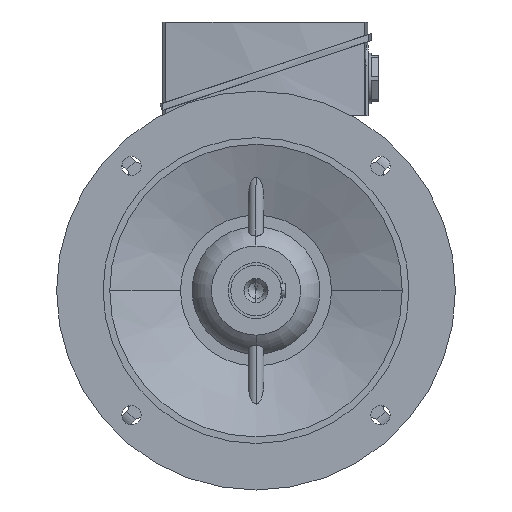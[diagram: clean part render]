
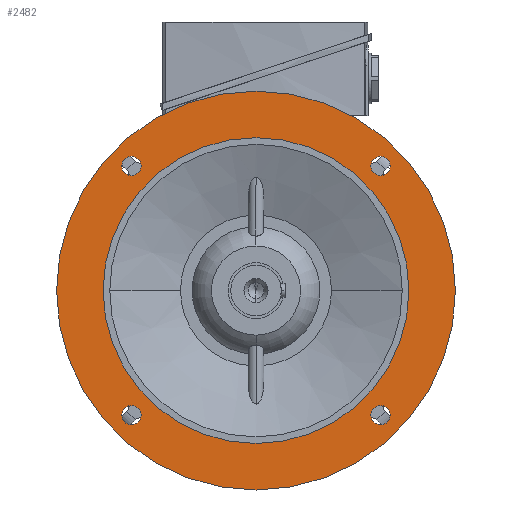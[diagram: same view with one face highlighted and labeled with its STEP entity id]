
A CAD part, left-side view. The second image highlights one B-rep face of the part: STEP entity #2482.
In plain terms, the highlighted planar face has unit normal (-1, 0, 0).
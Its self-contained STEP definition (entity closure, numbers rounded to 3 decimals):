
#2482=ADVANCED_FACE('',(#4993,#4994,#4995,#4996,#4997,#4998),#4999,.T.);
#4993=FACE_BOUND('',#7502,.T.);
#4994=FACE_BOUND('',#7503,.T.);
#4995=FACE_BOUND('',#7504,.T.);
#4996=FACE_BOUND('',#7505,.T.);
#4997=FACE_OUTER_BOUND('',#7506,.T.);
#4998=FACE_BOUND('',#7507,.T.);
#4999=PLANE('',#7508);
#7502=EDGE_LOOP('',(#15462,#15463));
#7503=EDGE_LOOP('',(#15464,#15465));
#7504=EDGE_LOOP('',(#15466,#15467));
#7505=EDGE_LOOP('',(#15468,#15469));
#7506=EDGE_LOOP('',(#15470,#15471));
#7507=EDGE_LOOP('',(#15472,#15473));
#7508=AXIS2_PLACEMENT_3D('',#15474,#15475,#15476);
#15462=ORIENTED_EDGE('',*,*,#18589,.T.);
#15463=ORIENTED_EDGE('',*,*,#15546,.T.);
#15464=ORIENTED_EDGE('',*,*,#18592,.T.);
#15465=ORIENTED_EDGE('',*,*,#15541,.T.);
#15466=ORIENTED_EDGE('',*,*,#18595,.T.);
#15467=ORIENTED_EDGE('',*,*,#15536,.T.);
#15468=ORIENTED_EDGE('',*,*,#18598,.T.);
#15469=ORIENTED_EDGE('',*,*,#15531,.T.);
#15470=ORIENTED_EDGE('',*,*,#15498,.F.);
#15471=ORIENTED_EDGE('',*,*,#18661,.F.);
#15472=ORIENTED_EDGE('',*,*,#15505,.T.);
#15473=ORIENTED_EDGE('',*,*,#18659,.T.);
#15474=CARTESIAN_POINT('',(-50.5,132.5,0.0));
#15475=DIRECTION('',(-1.0,0.0,0.0));
#15476=DIRECTION('',(0.0,-1.0,0.0));
#15498=EDGE_CURVE('',#18666,#18669,#18670,.T.);
#15505=EDGE_CURVE('',#18676,#18680,#18682,.T.);
#15531=EDGE_CURVE('',#18729,#18726,#18730,.T.);
#15536=EDGE_CURVE('',#18738,#18735,#18739,.T.);
#15541=EDGE_CURVE('',#18747,#18744,#18748,.T.);
#15546=EDGE_CURVE('',#18756,#18753,#18757,.T.);
#18589=EDGE_CURVE('',#18753,#18756,#23292,.T.);
#18592=EDGE_CURVE('',#18744,#18747,#23295,.T.);
#18595=EDGE_CURVE('',#18735,#18738,#23298,.T.);
#18598=EDGE_CURVE('',#18726,#18729,#23301,.T.);
#18659=EDGE_CURVE('',#18680,#18676,#23378,.T.);
#18661=EDGE_CURVE('',#18669,#18666,#23380,.T.);
#18666=VERTEX_POINT('',#23385);
#18669=VERTEX_POINT('',#23389);
#18670=CIRCLE('',#23390,150.0);
#18676=VERTEX_POINT('',#23397);
#18680=VERTEX_POINT('',#23402);
#18682=CIRCLE('',#23405,115.0);
#18726=VERTEX_POINT('',#23547);
#18729=VERTEX_POINT('',#23551);
#18730=CIRCLE('',#23552,7.25);
#18735=VERTEX_POINT('',#23558);
#18738=VERTEX_POINT('',#23562);
#18739=CIRCLE('',#23563,7.25);
#18744=VERTEX_POINT('',#23569);
#18747=VERTEX_POINT('',#23573);
#18748=CIRCLE('',#23574,7.25);
#18753=VERTEX_POINT('',#23580);
#18756=VERTEX_POINT('',#23584);
#18757=CIRCLE('',#23585,7.25);
#23292=CIRCLE('',#36809,7.25);
#23295=CIRCLE('',#36812,7.25);
#23298=CIRCLE('',#36815,7.25);
#23301=CIRCLE('',#36818,7.25);
#23378=CIRCLE('',#36971,115.0);
#23380=CIRCLE('',#36973,150.0);
#23385=CARTESIAN_POINT('',(-50.5,150.0,0.0));
#23389=CARTESIAN_POINT('',(-50.5,-150.0,0.));
#23390=AXIS2_PLACEMENT_3D('',#36978,#36979,#36980);
#23397=CARTESIAN_POINT('',(-50.5,115.0,0.0));
#23402=CARTESIAN_POINT('',(-50.5,-115.0,0.));
#23405=AXIS2_PLACEMENT_3D('',#36990,#36991,#36992);
#23547=CARTESIAN_POINT('',(-50.5,-98.818,98.818));
#23551=CARTESIAN_POINT('',(-50.5,-88.565,88.565));
#23552=AXIS2_PLACEMENT_3D('',#37035,#37036,#37037);
#23558=CARTESIAN_POINT('',(-50.5,98.818,98.818));
#23562=CARTESIAN_POINT('',(-50.5,88.565,88.565));
#23563=AXIS2_PLACEMENT_3D('',#37043,#37044,#37045);
#23569=CARTESIAN_POINT('',(-50.5,98.818,-98.818));
#23573=CARTESIAN_POINT('',(-50.5,88.565,-88.565));
#23574=AXIS2_PLACEMENT_3D('',#37051,#37052,#37053);
#23580=CARTESIAN_POINT('',(-50.5,-98.818,-98.818));
#23584=CARTESIAN_POINT('',(-50.5,-88.565,-88.565));
#23585=AXIS2_PLACEMENT_3D('',#37059,#37060,#37061);
#36809=AXIS2_PLACEMENT_3D('',#39904,#39905,#39906);
#36812=AXIS2_PLACEMENT_3D('',#39910,#39911,#39912);
#36815=AXIS2_PLACEMENT_3D('',#39916,#39917,#39918);
#36818=AXIS2_PLACEMENT_3D('',#39922,#39923,#39924);
#36971=AXIS2_PLACEMENT_3D('',#39974,#39975,#39976);
#36973=AXIS2_PLACEMENT_3D('',#39977,#39978,#39979);
#36978=CARTESIAN_POINT('',(-50.5,0.0,0.0));
#36979=DIRECTION('',(1.0,0.0,0.0));
#36980=DIRECTION('',(0.0,1.0,0.0));
#36990=CARTESIAN_POINT('',(-50.5,0.0,0.0));
#36991=DIRECTION('',(1.0,0.0,0.0));
#36992=DIRECTION('',(0.0,1.0,0.0));
#37035=CARTESIAN_POINT('',(-50.5,-93.692,93.692));
#37036=DIRECTION('',(1.0,0.0,-0.0));
#37037=DIRECTION('',(0.0,-0.707,0.707));
#37043=CARTESIAN_POINT('',(-50.5,93.692,93.692));
#37044=DIRECTION('',(1.0,0.0,-0.0));
#37045=DIRECTION('',(0.0,0.707,0.707));
#37051=CARTESIAN_POINT('',(-50.5,93.692,-93.692));
#37052=DIRECTION('',(1.0,-0.0,0.0));
#37053=DIRECTION('',(0.0,0.707,-0.707));
#37059=CARTESIAN_POINT('',(-50.5,-93.692,-93.692));
#37060=DIRECTION('',(1.0,0.0,0.0));
#37061=DIRECTION('',(0.0,-0.707,-0.707));
#39904=CARTESIAN_POINT('',(-50.5,-93.692,-93.692));
#39905=DIRECTION('',(1.0,0.0,0.0));
#39906=DIRECTION('',(0.0,-0.707,-0.707));
#39910=CARTESIAN_POINT('',(-50.5,93.692,-93.692));
#39911=DIRECTION('',(1.0,-0.0,0.0));
#39912=DIRECTION('',(0.0,0.707,-0.707));
#39916=CARTESIAN_POINT('',(-50.5,93.692,93.692));
#39917=DIRECTION('',(1.0,0.0,-0.0));
#39918=DIRECTION('',(0.0,0.707,0.707));
#39922=CARTESIAN_POINT('',(-50.5,-93.692,93.692));
#39923=DIRECTION('',(1.0,0.0,-0.0));
#39924=DIRECTION('',(0.0,-0.707,0.707));
#39974=CARTESIAN_POINT('',(-50.5,0.0,0.0));
#39975=DIRECTION('',(1.0,0.0,0.0));
#39976=DIRECTION('',(0.0,1.0,0.0));
#39977=CARTESIAN_POINT('',(-50.5,0.0,0.0));
#39978=DIRECTION('',(1.0,0.0,0.0));
#39979=DIRECTION('',(0.0,1.0,0.0));
